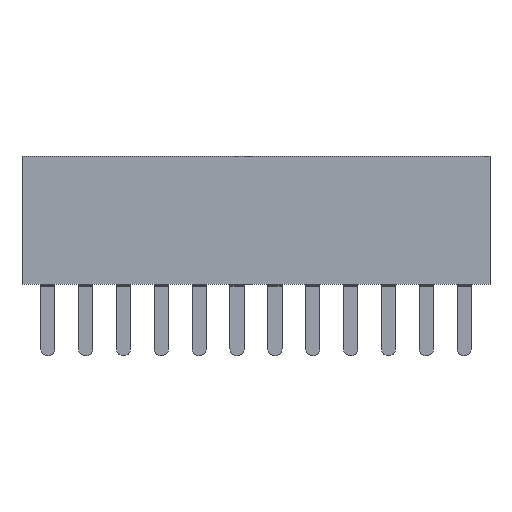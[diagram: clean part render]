
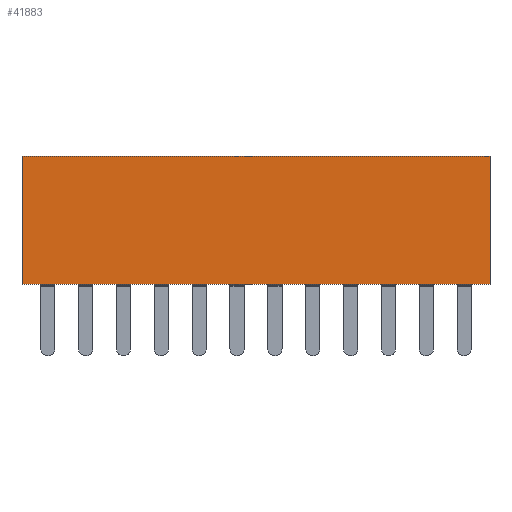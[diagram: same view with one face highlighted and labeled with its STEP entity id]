
A CAD part, front view. The second image highlights one B-rep face of the part: STEP entity #41883.
In plain terms, the highlighted planar face has unit normal (0, -1, 0).
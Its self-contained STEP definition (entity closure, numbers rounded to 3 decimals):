
#1338=PLANE('',#45564);
#3316=FACE_OUTER_BOUND('',#5294,.T.);
#5294=EDGE_LOOP('',(#35268,#35269,#35270,#35271));
#10726=LINE('',#68088,#14950);
#10734=LINE('',#68103,#14958);
#10740=LINE('',#68116,#14964);
#10744=LINE('',#68122,#14968);
#14950=VECTOR('',#56112,1.);
#14958=VECTOR('',#56122,1.);
#14964=VECTOR('',#56132,1.);
#14968=VECTOR('',#56138,1.);
#19150=VERTEX_POINT('',#68085);
#19151=VERTEX_POINT('',#68087);
#19157=VERTEX_POINT('',#68101);
#19162=VERTEX_POINT('',#68115);
#24806=EDGE_CURVE('',#19151,#19150,#10726,.T.);
#24814=EDGE_CURVE('',#19157,#19150,#10734,.T.);
#24820=EDGE_CURVE('',#19162,#19151,#10740,.T.);
#24824=EDGE_CURVE('',#19162,#19157,#10744,.T.);
#35268=ORIENTED_EDGE('',*,*,#24806,.T.);
#35269=ORIENTED_EDGE('',*,*,#24814,.F.);
#35270=ORIENTED_EDGE('',*,*,#24824,.F.);
#35271=ORIENTED_EDGE('',*,*,#24820,.T.);
#41883=ADVANCED_FACE('',(#3316),#1338,.F.);
#45564=AXIS2_PLACEMENT_3D('',#68121,#56136,#56137);
#56112=DIRECTION('',(1.,0.,0.));
#56122=DIRECTION('',(0.,0.,-1.));
#56132=DIRECTION('',(0.,0.,-1.));
#56136=DIRECTION('center_axis',(0.,1.,0.));
#56137=DIRECTION('ref_axis',(0.,0.,
-1.));
#56138=DIRECTION('',(1.,0.,0.));
#68085=CARTESIAN_POINT('',(-10.629,2.359,-0.95));
#68087=CARTESIAN_POINT('',(-26.329,2.359,-0.95));
#68088=CARTESIAN_POINT('',(-26.329,2.359,-0.95));
#68101=CARTESIAN_POINT('',(-10.629,2.359,3.35));
#68103=CARTESIAN_POINT('',(-10.629,2.359,3.35));
#68115=CARTESIAN_POINT('',(-26.329,2.359,3.35));
#68116=CARTESIAN_POINT('',(-26.329,2.359,3.35));
#68121=CARTESIAN_POINT('Origin',(-26.329,2.359,3.35));
#68122=CARTESIAN_POINT('',(-26.329,2.359,3.35));
